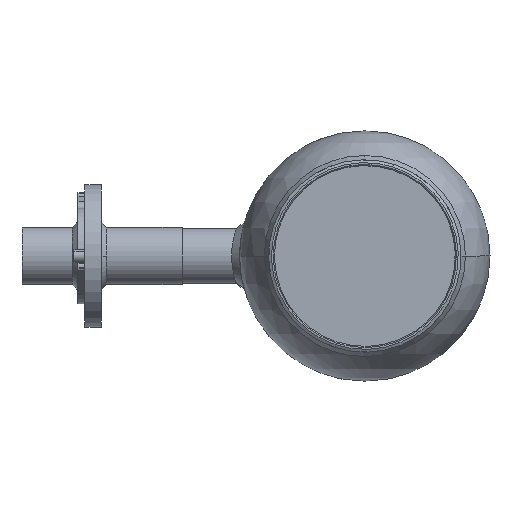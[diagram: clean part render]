
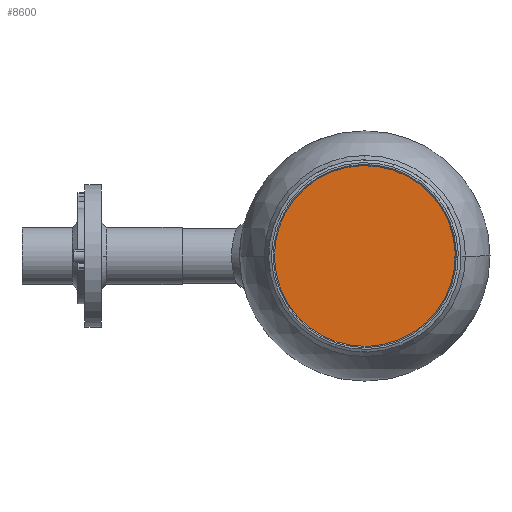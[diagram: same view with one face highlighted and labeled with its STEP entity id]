
A CAD part, left-side view. The second image highlights one B-rep face of the part: STEP entity #8600.
In plain terms, the highlighted planar face has unit normal (-1, 0, 0).
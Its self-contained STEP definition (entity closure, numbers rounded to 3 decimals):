
#8600 = ADVANCED_FACE ( 'NONE', ( #17147 ), #17132, .T. ) ;
#8601 = EDGE_LOOP ( 'NONE', ( #8602, #8606 ) ) ;
#8602 = ORIENTED_EDGE ( 'NONE', *, *, #8603, .F. ) ;
#8603 = EDGE_CURVE ( 'NONE', #8604, #8605, #17127, .T. ) ;
#8604 = VERTEX_POINT ( 'NONE', #17240 ) ;
#8605 = VERTEX_POINT ( 'NONE', #17239 ) ;
#8606 = ORIENTED_EDGE ( 'NONE', *, *, #8607, .F. ) ;
#8607 = EDGE_CURVE ( 'NONE', #8605, #8604, #17238, .T. ) ;
#17127 = CIRCLE ( 'NONE', #17244, 82.002 ) ;
#17128 = DIRECTION ( 'NONE',  ( 0., -1., 0. ) ) ;
#17129 = DIRECTION ( 'NONE',  ( -1., 0., 0. ) ) ;
#17130 = CARTESIAN_POINT ( 'NONE',  ( -118.014, 0., 0. ) ) ;
#17131 = AXIS2_PLACEMENT_3D ( 'NONE', #17130, #17129, #17128 ) ;
#17132 = PLANE ( 'NONE',  #17131 ) ;
#17147 = FACE_OUTER_BOUND ( 'NONE', #8601, .T. ) ;
#17234 = DIRECTION ( 'NONE',  ( 0., 1., 0. ) ) ;
#17235 = DIRECTION ( 'NONE',  ( 1., 0., 0. ) ) ;
#17236 = CARTESIAN_POINT ( 'NONE',  ( -118.014, 0., 0. ) ) ;
#17237 = AXIS2_PLACEMENT_3D ( 'NONE', #17236, #17235, #17234 ) ;
#17238 = CIRCLE ( 'NONE', #17237, 82.002 ) ;
#17239 = CARTESIAN_POINT ( 'NONE',  ( -118.014, -82.002, 0. ) ) ;
#17240 = CARTESIAN_POINT ( 'NONE',  ( -118.014, 82.002, 0. ) ) ;
#17241 = DIRECTION ( 'NONE',  ( 0., 1., 0. ) ) ;
#17242 = DIRECTION ( 'NONE',  ( 1., 0., 0. ) ) ;
#17243 = CARTESIAN_POINT ( 'NONE',  ( -118.014, 0., 0. ) ) ;
#17244 = AXIS2_PLACEMENT_3D ( 'NONE', #17243, #17242, #17241 ) ;
